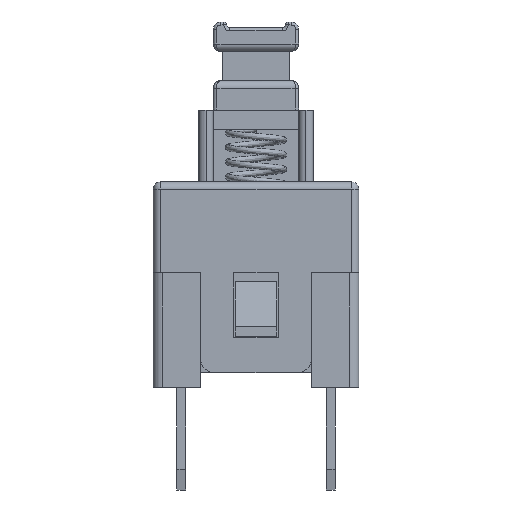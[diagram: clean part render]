
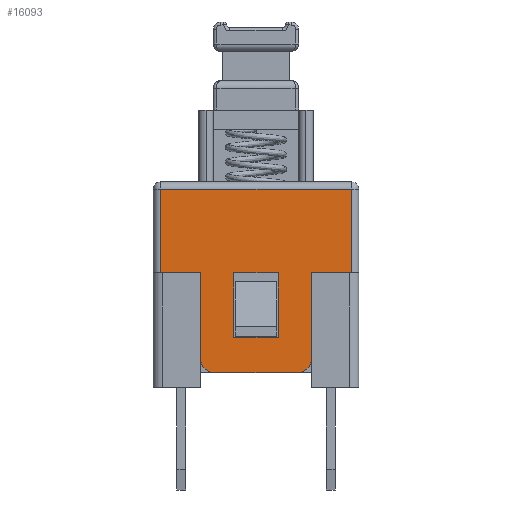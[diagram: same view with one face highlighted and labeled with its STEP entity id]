
A CAD part, front view. The second image highlights one B-rep face of the part: STEP entity #16093.
In plain terms, the highlighted planar face has unit normal (0, -1, 0).
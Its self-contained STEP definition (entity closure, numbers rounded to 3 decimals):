
#79 = DIRECTION ( 'NONE',  ( -1., 0., 0. ) ) ;
#241 = FACE_BOUND ( 'NONE', #5389, .T. ) ;
#983 = ORIENTED_EDGE ( 'NONE', *, *, #6840, .F. ) ;
#1155 = VECTOR ( 'NONE', #4636, 1000. ) ;
#1264 = VERTEX_POINT ( 'NONE', #1866 ) ;
#1313 = DIRECTION ( 'NONE',  ( 0., 0., 1. ) ) ;
#1806 = CARTESIAN_POINT ( 'NONE',  ( -0.75, -3.5, 3.9 ) ) ;
#1824 = DIRECTION ( 'NONE',  ( 1., 0., 0. ) ) ;
#1860 = CARTESIAN_POINT ( 'NONE',  ( -0.75, -3.5, 1.7 ) ) ;
#1866 = CARTESIAN_POINT ( 'NONE',  ( 3.25, -3.5, 6.75 ) ) ;
#2038 = LINE ( 'NONE', #21906, #5901 ) ;
#2105 = VERTEX_POINT ( 'NONE', #18360 ) ;
#2273 = CARTESIAN_POINT ( 'NONE',  ( -2.889, -3.5, 0.5 ) ) ;
#2363 = LINE ( 'NONE', #9475, #9360 ) ;
#2477 = CARTESIAN_POINT ( 'NONE',  ( -3.25, -3.5, 6.75 ) ) ;
#2739 = EDGE_CURVE ( 'NONE', #9909, #22515, #23005, .T. ) ;
#3330 = LINE ( 'NONE', #8459, #22494 ) ;
#3461 = CARTESIAN_POINT ( 'NONE',  ( -1.4, -3.5, 1. ) ) ;
#3469 = EDGE_CURVE ( 'NONE', #2105, #4995, #10003, .T. ) ;
#3808 = LINE ( 'NONE', #19845, #12234 ) ;
#3834 = DIRECTION ( 'NONE',  ( 0., 1., 0. ) ) ;
#4209 = EDGE_CURVE ( 'NONE', #4368, #6081, #3330, .T. ) ;
#4225 = DIRECTION ( 'NONE',  ( 0., 0., 1. ) ) ;
#4289 = VECTOR ( 'NONE', #8387, 1000. ) ;
#4368 = VERTEX_POINT ( 'NONE', #14234 ) ;
#4620 = VERTEX_POINT ( 'NONE', #11667 ) ;
#4636 = DIRECTION ( 'NONE',  ( -1., 0., 0. ) ) ;
#4995 = VERTEX_POINT ( 'NONE', #8757 ) ;
#5389 = EDGE_LOOP ( 'NONE', ( #18886, #15776, #19686, #21186 ) ) ;
#5487 = VECTOR ( 'NONE', #1313, 1000. ) ;
#5748 = CARTESIAN_POINT ( 'NONE',  ( -1.9, -3.5, 1.834 ) ) ;
#5901 = VECTOR ( 'NONE', #7759, 1000. ) ;
#6081 = VERTEX_POINT ( 'NONE', #18913 ) ;
#6505 = EDGE_CURVE ( 'NONE', #15097, #1264, #22492, .T. ) ;
#6515 = LINE ( 'NONE', #17412, #1155 ) ;
#6671 = CARTESIAN_POINT ( 'NONE',  ( 1.9, -3.5, -0.284 ) ) ;
#6840 = EDGE_CURVE ( 'NONE', #8270, #2105, #22576, .T. ) ;
#6939 = DIRECTION ( 'NONE',  ( 1., 0., 0. ) ) ;
#7019 = EDGE_LOOP ( 'NONE', ( #983, #10083, #18352, #14708, #9440, #12987, #20263, #11362, #13891, #17802 ) ) ;
#7053 = CARTESIAN_POINT ( 'NONE',  ( -3.5, -3.5, 12.45 ) ) ;
#7105 = LINE ( 'NONE', #2273, #13406 ) ;
#7108 = VERTEX_POINT ( 'NONE', #11249 ) ;
#7453 = DIRECTION ( 'NONE',  ( 1., 0., 0. ) ) ;
#7759 = DIRECTION ( 'NONE',  ( 0., 0., 1. ) ) ;
#8270 = VERTEX_POINT ( 'NONE', #9527 ) ;
#8387 = DIRECTION ( 'NONE',  ( 0., 0., -1. ) ) ;
#8411 = EDGE_CURVE ( 'NONE', #10921, #4368, #16314, .T. ) ;
#8459 = CARTESIAN_POINT ( 'NONE',  ( -4.817, -3.5, 3.9 ) ) ;
#8549 = CARTESIAN_POINT ( 'NONE',  ( 3.25, -3.5, 12.45 ) ) ;
#8757 = CARTESIAN_POINT ( 'NONE',  ( 1.4, -3.5, 0.5 ) ) ;
#8876 = VECTOR ( 'NONE', #1824, 1000. ) ;
#9360 = VECTOR ( 'NONE', #18398, 1000. ) ;
#9440 = ORIENTED_EDGE ( 'NONE', *, *, #20682, .T. ) ;
#9475 = CARTESIAN_POINT ( 'NONE',  ( -0.75, -3.5, 3.9 ) ) ;
#9494 = EDGE_CURVE ( 'NONE', #4620, #9909, #2363, .T. ) ;
#9527 = CARTESIAN_POINT ( 'NONE',  ( 1.9, -3.5, 3.9 ) ) ;
#9694 = AXIS2_PLACEMENT_3D ( 'NONE', #7053, #10856, #6939 ) ;
#9909 = VERTEX_POINT ( 'NONE', #1860 ) ;
#10003 = CIRCLE ( 'NONE', #11110, 0.5 ) ;
#10083 = ORIENTED_EDGE ( 'NONE', *, *, #19828, .F. ) ;
#10139 = CIRCLE ( 'NONE', #13071, 0.5 ) ;
#10176 = CARTESIAN_POINT ( 'NONE',  ( 0.75, -3.5, 1.7 ) ) ;
#10393 = EDGE_CURVE ( 'NONE', #7108, #10921, #10139, .T. ) ;
#10469 = EDGE_CURVE ( 'NONE', #4995, #7108, #7105, .T. ) ;
#10572 = DIRECTION ( 'NONE',  ( 0., 1., 0. ) ) ;
#10856 = DIRECTION ( 'NONE',  ( 0., -1., 0. ) ) ;
#10921 = VERTEX_POINT ( 'NONE', #13829 ) ;
#10938 = CARTESIAN_POINT ( 'NONE',  ( 3.25, -3.5, 3.9 ) ) ;
#11028 = CARTESIAN_POINT ( 'NONE',  ( 1.4, -3.5, 1. ) ) ;
#11110 = AXIS2_PLACEMENT_3D ( 'NONE', #11028, #3834, #7453 ) ;
#11249 = CARTESIAN_POINT ( 'NONE',  ( -1.4, -3.5, 0.5 ) ) ;
#11362 = ORIENTED_EDGE ( 'NONE', *, *, #10393, .F. ) ;
#11667 = CARTESIAN_POINT ( 'NONE',  ( -0.75, -3.5, 3.9 ) ) ;
#11730 = LINE ( 'NONE', #13712, #4289 ) ;
#12234 = VECTOR ( 'NONE', #12832, 1000. ) ;
#12377 = DIRECTION ( 'NONE',  ( -1., 0., 0. ) ) ;
#12832 = DIRECTION ( 'NONE',  ( -1., 0., 0. ) ) ;
#12987 = ORIENTED_EDGE ( 'NONE', *, *, #4209, .F. ) ;
#13071 = AXIS2_PLACEMENT_3D ( 'NONE', #3461, #10572, #17628 ) ;
#13406 = VECTOR ( 'NONE', #79, 1000. ) ;
#13712 = CARTESIAN_POINT ( 'NONE',  ( -3.25, -3.5, 12.45 ) ) ;
#13721 = DIRECTION ( 'NONE',  ( 0., 0., -1. ) ) ;
#13829 = CARTESIAN_POINT ( 'NONE',  ( -1.9, -3.5, 1. ) ) ;
#13891 = ORIENTED_EDGE ( 'NONE', *, *, #10469, .F. ) ;
#14234 = CARTESIAN_POINT ( 'NONE',  ( -1.9, -3.5, 3.9 ) ) ;
#14511 = EDGE_CURVE ( 'NONE', #1264, #19416, #6515, .T. ) ;
#14702 = VECTOR ( 'NONE', #12377, 1000. ) ;
#14708 = ORIENTED_EDGE ( 'NONE', *, *, #14511, .T. ) ;
#15097 = VERTEX_POINT ( 'NONE', #10938 ) ;
#15776 = ORIENTED_EDGE ( 'NONE', *, *, #17115, .F. ) ;
#15960 = FACE_OUTER_BOUND ( 'NONE', #7019, .T. ) ;
#15983 = LINE ( 'NONE', #1806, #14702 ) ;
#16093 = ADVANCED_FACE ( 'NONE', ( #241, #15960 ), #21293, .T. ) ;
#16117 = CARTESIAN_POINT ( 'NONE',  ( -0.75, -3.5, 1.7 ) ) ;
#16314 = LINE ( 'NONE', #5748, #21540 ) ;
#17115 = EDGE_CURVE ( 'NONE', #19762, #4620, #15983, .T. ) ;
#17272 = DIRECTION ( 'NONE',  ( -1., 0., 0. ) ) ;
#17412 = CARTESIAN_POINT ( 'NONE',  ( -3.5, -3.5, 6.75 ) ) ;
#17628 = DIRECTION ( 'NONE',  ( 1., 0., 0. ) ) ;
#17802 = ORIENTED_EDGE ( 'NONE', *, *, #3469, .F. ) ;
#18352 = ORIENTED_EDGE ( 'NONE', *, *, #6505, .T. ) ;
#18360 = CARTESIAN_POINT ( 'NONE',  ( 1.9, -3.5, 1. ) ) ;
#18398 = DIRECTION ( 'NONE',  ( 0., 0., -1. ) ) ;
#18824 = VECTOR ( 'NONE', #13721, 1000. ) ;
#18886 = ORIENTED_EDGE ( 'NONE', *, *, #9494, .F. ) ;
#18913 = CARTESIAN_POINT ( 'NONE',  ( -3.25, -3.5, 3.9 ) ) ;
#19279 = CARTESIAN_POINT ( 'NONE',  ( 0.75, -3.5, 3.9 ) ) ;
#19416 = VERTEX_POINT ( 'NONE', #2477 ) ;
#19686 = ORIENTED_EDGE ( 'NONE', *, *, #22332, .F. ) ;
#19762 = VERTEX_POINT ( 'NONE', #19279 ) ;
#19828 = EDGE_CURVE ( 'NONE', #15097, #8270, #3808, .T. ) ;
#19845 = CARTESIAN_POINT ( 'NONE',  ( -4.817, -3.5, 3.9 ) ) ;
#20263 = ORIENTED_EDGE ( 'NONE', *, *, #8411, .F. ) ;
#20682 = EDGE_CURVE ( 'NONE', #19416, #6081, #11730, .T. ) ;
#21186 = ORIENTED_EDGE ( 'NONE', *, *, #2739, .F. ) ;
#21293 = PLANE ( 'NONE',  #9694 ) ;
#21540 = VECTOR ( 'NONE', #4225, 1000. ) ;
#21906 = CARTESIAN_POINT ( 'NONE',  ( 0.75, -3.5, 3.9 ) ) ;
#22332 = EDGE_CURVE ( 'NONE', #22515, #19762, #2038, .T. ) ;
#22492 = LINE ( 'NONE', #8549, #5487 ) ;
#22494 = VECTOR ( 'NONE', #17272, 1000. ) ;
#22515 = VERTEX_POINT ( 'NONE', #10176 ) ;
#22576 = LINE ( 'NONE', #6671, #18824 ) ;
#23005 = LINE ( 'NONE', #16117, #8876 ) ;
